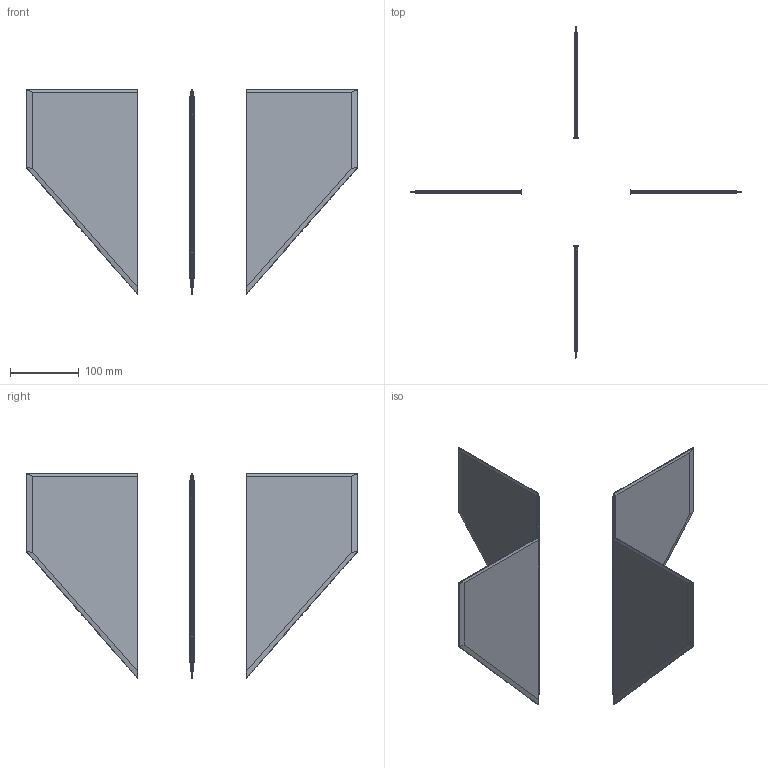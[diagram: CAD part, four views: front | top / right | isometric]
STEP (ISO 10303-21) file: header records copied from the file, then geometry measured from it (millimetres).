
FILE_DESCRIPTION (( 'STEP AP203' ), '1' );
FILE_NAME ('finCan_finCores.STEP', '2024-12-04T20:22:27', ( '' ), ( '' ), 'SwSTEP 2.0', 'SolidWorks 2024', '' );
FILE_SCHEMA (( 'CONFIG_CONTROL_DESIGN' ));
Length unit declared in the file: inch
Products named in the file (1): finCan_finCores
Bounding box: 481.12 x 481.12 x 297.54 mm (x, y, z)
Volume: 409493.8 mm3; surface area: 279329 mm2
Topology: 4 solids, 4 shells, 92 faces, 212 edges, 128 vertices
Faces by surface type: plane 56, cylinder 32, bspline 4
Entity records: 2653 total; most frequent: CARTESIAN_POINT 701, ORIENTED_EDGE 424, DIRECTION 326, EDGE_CURVE 212, VECTOR 148, LINE 148, VERTEX_POINT 128, ADVANCED_FACE 92
